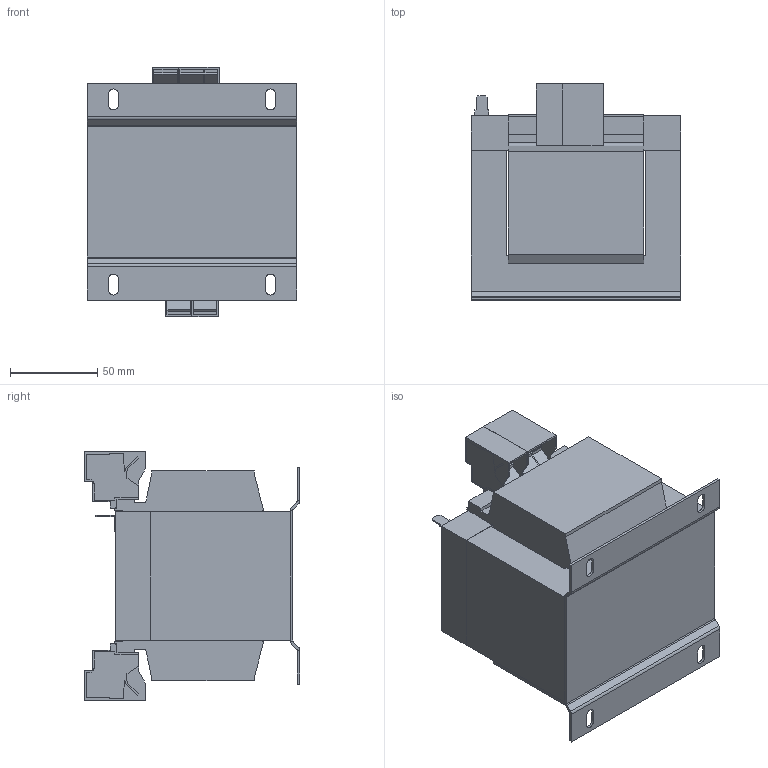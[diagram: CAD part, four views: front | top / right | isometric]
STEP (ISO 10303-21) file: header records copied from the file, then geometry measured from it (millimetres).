
FILE_DESCRIPTION (( 'STEP AP214' ), '1' );
FILE_NAME ('191422.STEP', '2023-08-15T12:00:35', ( '' ), ( '' ), 'SwSTEP 2.0', 'SolidWorks 2018', '' );
FILE_SCHEMA (( 'AUTOMOTIVE_DESIGN' ));
Length unit declared in the file: millimetre
Products named in the file (1): 191422
Bounding box: 120.06 x 123.57 x 142.7 mm (x, y, z)
Volume: 1185263.5 mm3; surface area: 138697.8 mm2
Topology: 1 solids, 1 shells, 425 faces, 1267 edges, 844 vertices
Faces by surface type: plane 367, cylinder 58
Entity records: 14155 total; most frequent: CARTESIAN_POINT 2537, ORIENTED_EDGE 2534, DIRECTION 2235, EDGE_CURVE 1267, VECTOR 1151, LINE 1151, VERTEX_POINT 844, AXIS2_PLACEMENT_3D 542
